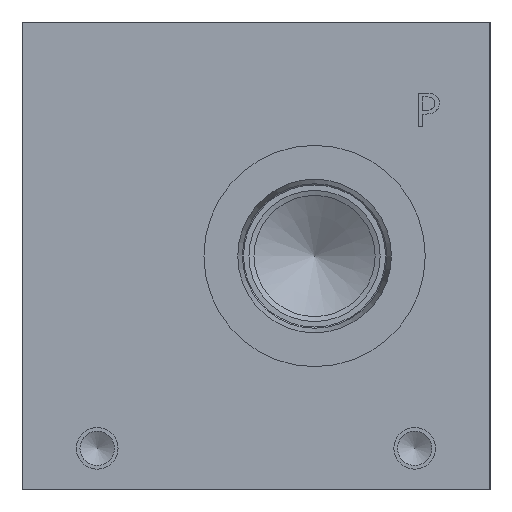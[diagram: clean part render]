
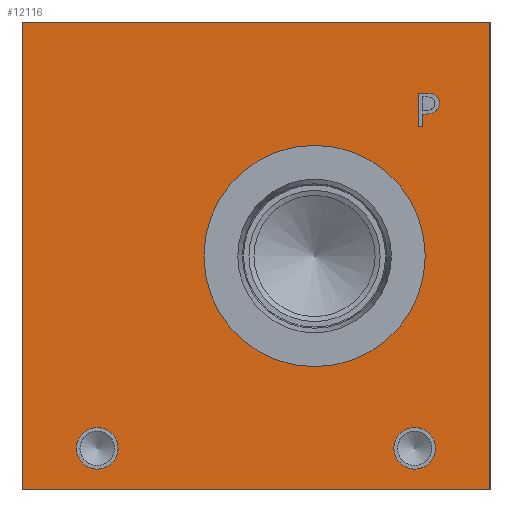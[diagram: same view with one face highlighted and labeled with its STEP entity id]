
A CAD part, left-side view. The second image highlights one B-rep face of the part: STEP entity #12116.
In plain terms, the highlighted planar face has unit normal (-1, 0, 0).
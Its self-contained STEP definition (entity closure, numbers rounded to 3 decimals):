
#152=CIRCLE('',#12646,21.019);
#153=CIRCLE('',#12647,21.019);
#154=CIRCLE('',#12648,3.962);
#155=CIRCLE('',#12649,3.962);
#156=CIRCLE('',#12650,3.962);
#157=CIRCLE('',#12651,3.962);
#458=FACE_BOUND('',#2079,.T.);
#459=FACE_BOUND('',#2080,.T.);
#460=FACE_BOUND('',#2081,.T.);
#461=FACE_BOUND('',#2082,.T.);
#801=B_SPLINE_CURVE_WITH_KNOTS('',2,(#19617,#19618,#19619,#19620),
 .UNSPECIFIED.,.F.,.F.,(3,1,3),(0.,1.,2.),.UNSPECIFIED.);
#803=B_SPLINE_CURVE_WITH_KNOTS('',2,(#19638,#19639,#19640,#19641),
 .UNSPECIFIED.,.F.,.F.,(3,1,3),(0.,1.,2.),.UNSPECIFIED.);
#805=B_SPLINE_CURVE_WITH_KNOTS('',2,(#19687,#19688,#19689,#19690),
 .UNSPECIFIED.,.F.,.F.,(3,1,3),(0.,1.,2.),.UNSPECIFIED.);
#807=B_SPLINE_CURVE_WITH_KNOTS('',2,(#19705,#19706,#19707,#19708),
 .UNSPECIFIED.,.F.,.F.,(3,1,3),(0.,1.,2.),.UNSPECIFIED.);
#1402=FACE_OUTER_BOUND('',#2078,.T.);
#2078=EDGE_LOOP('',(#9556,#9557,#9558,#9559));
#2079=EDGE_LOOP('',(#9560,#9561));
#2080=EDGE_LOOP('',(#9562,#9563));
#2081=EDGE_LOOP('',(#9564,#9565));
#2082=EDGE_LOOP('',(#9566,#9567,#9568,#9569,#9570,#9571,#9572,#9573,#9574));
#2739=LINE('',#18380,#3834);
#3172=LINE('',#19650,#4267);
#3175=LINE('',#19656,#4270);
#3178=LINE('',#19662,#4273);
#3181=LINE('',#19668,#4276);
#3184=LINE('',#19674,#4279);
#3188=LINE('',#19716,#4283);
#3189=LINE('',#19718,#4284);
#3190=LINE('',#19719,#4285);
#3834=VECTOR('',#13637,10.);
#4267=VECTOR('',#14372,10.);
#4270=VECTOR('',#14377,10.);
#4273=VECTOR('',#14382,10.);
#4276=VECTOR('',#14387,10.);
#4279=VECTOR('',#14392,10.);
#4283=VECTOR('',#14400,10.);
#4284=VECTOR('',#14401,10.);
#4285=VECTOR('',#14402,10.);
#4975=VERTEX_POINT('',#18373);
#4978=VERTEX_POINT('',#18378);
#5330=VERTEX_POINT('',#19615);
#5331=VERTEX_POINT('',#19616);
#5334=VERTEX_POINT('',#19637);
#5336=VERTEX_POINT('',#19649);
#5338=VERTEX_POINT('',#19655);
#5340=VERTEX_POINT('',#19661);
#5342=VERTEX_POINT('',#19667);
#5344=VERTEX_POINT('',#19673);
#5346=VERTEX_POINT('',#19686);
#5348=VERTEX_POINT('',#19715);
#5349=VERTEX_POINT('',#19717);
#5350=VERTEX_POINT('',#19720);
#5351=VERTEX_POINT('',#19721);
#5352=VERTEX_POINT('',#19724);
#5353=VERTEX_POINT('',#19725);
#5354=VERTEX_POINT('',#19728);
#5355=VERTEX_POINT('',#19729);
#6347=EDGE_CURVE('',#4975,#4978,#2739,.T.);
#6837=EDGE_CURVE('',#5330,#5331,#801,.T.);
#6841=EDGE_CURVE('',#5334,#5330,#803,.T.);
#6844=EDGE_CURVE('',#5336,#5334,#3172,.T.);
#6847=EDGE_CURVE('',#5338,#5336,#3175,.T.);
#6850=EDGE_CURVE('',#5340,#5338,#3178,.T.);
#6853=EDGE_CURVE('',#5342,#5340,#3181,.T.);
#6856=EDGE_CURVE('',#5344,#5342,#3184,.T.);
#6859=EDGE_CURVE('',#5346,#5344,#805,.T.);
#6862=EDGE_CURVE('',#5331,#5346,#807,.T.);
#6864=EDGE_CURVE('',#5348,#4975,#3188,.T.);
#6865=EDGE_CURVE('',#5349,#4978,#3189,.T.);
#6866=EDGE_CURVE('',#5348,#5349,#3190,.T.);
#6867=EDGE_CURVE('',#5350,#5351,#152,.T.);
#6868=EDGE_CURVE('',#5351,#5350,#153,.T.);
#6869=EDGE_CURVE('',#5352,#5353,#154,.T.);
#6870=EDGE_CURVE('',#5353,#5352,#155,.T.);
#6871=EDGE_CURVE('',#5354,#5355,#156,.T.);
#6872=EDGE_CURVE('',#5355,#5354,#157,.T.);
#9556=ORIENTED_EDGE('',*,*,#6864,.T.);
#9557=ORIENTED_EDGE('',*,*,#6347,.T.);
#9558=ORIENTED_EDGE('',*,*,#6865,.F.);
#9559=ORIENTED_EDGE('',*,*,#6866,.F.);
#9560=ORIENTED_EDGE('',*,*,#6867,.T.);
#9561=ORIENTED_EDGE('',*,*,#6868,.T.);
#9562=ORIENTED_EDGE('',*,*,#6869,.T.);
#9563=ORIENTED_EDGE('',*,*,#6870,.T.);
#9564=ORIENTED_EDGE('',*,*,#6871,.T.);
#9565=ORIENTED_EDGE('',*,*,#6872,.T.);
#9566=ORIENTED_EDGE('',*,*,#6837,.T.);
#9567=ORIENTED_EDGE('',*,*,#6862,.T.);
#9568=ORIENTED_EDGE('',*,*,#6859,.T.);
#9569=ORIENTED_EDGE('',*,*,#6856,.T.);
#9570=ORIENTED_EDGE('',*,*,#6853,.T.);
#9571=ORIENTED_EDGE('',*,*,#6850,.T.);
#9572=ORIENTED_EDGE('',*,*,#6847,.T.);
#9573=ORIENTED_EDGE('',*,*,#6844,.T.);
#9574=ORIENTED_EDGE('',*,*,#6841,.T.);
#11185=PLANE('',#12645);
#12116=ADVANCED_FACE('',(#1402,#458,#459,#460,#461),#11185,.T.);
#12645=AXIS2_PLACEMENT_3D('',#19714,#14398,#14399);
#12646=AXIS2_PLACEMENT_3D('',#19722,#14403,#14404);
#12647=AXIS2_PLACEMENT_3D('',#19723,#14405,#14406);
#12648=AXIS2_PLACEMENT_3D('',#19726,#14407,#14408);
#12649=AXIS2_PLACEMENT_3D('',#19727,#14409,#14410);
#12650=AXIS2_PLACEMENT_3D('',#19730,#14411,#14412);
#12651=AXIS2_PLACEMENT_3D('',#19731,#14413,#14414);
#13637=DIRECTION('',(0.,0.,1.));
#14372=DIRECTION('',(0.,-1.,0.));
#14377=DIRECTION('',(0.,0.,1.));
#14382=DIRECTION('',(0.,1.,0.));
#14387=DIRECTION('',(0.,0.,-1.));
#14392=DIRECTION('',(0.,1.,0.));
#14398=DIRECTION('center_axis',(-1.,0.,0.));
#14399=DIRECTION('ref_axis',(0.,-1.,0.));
#14400=DIRECTION('',(0.,-1.,0.));
#14401=DIRECTION('',(0.,-1.,0.));
#14402=DIRECTION('',(0.,0.,1.));
#14403=DIRECTION('center_axis',(1.,0.,0.));
#14404=DIRECTION('ref_axis',(0.,0.,1.));
#14405=DIRECTION('center_axis',(1.,0.,0.));
#14406=DIRECTION('ref_axis',(0.,0.,1.));
#14407=DIRECTION('center_axis',(1.,0.,0.));
#14408=DIRECTION('ref_axis',(0.,1.,0.));
#14409=DIRECTION('center_axis',(1.,0.,0.));
#14410=DIRECTION('ref_axis',(0.,1.,0.));
#14411=DIRECTION('center_axis',(1.,0.,0.));
#14412=DIRECTION('ref_axis',(0.,1.,0.));
#14413=DIRECTION('center_axis',(1.,0.,0.));
#14414=DIRECTION('ref_axis',(0.,1.,0.));
#18373=CARTESIAN_POINT('',(0.,0.,0.));
#18378=CARTESIAN_POINT('',(0.,0.,88.9));
#18380=CARTESIAN_POINT('',(0.,0.,0.));
#19615=CARTESIAN_POINT('',(0.,10.387,75.01));
#19616=CARTESIAN_POINT('',(0.,9.63,73.492));
#19617=CARTESIAN_POINT('Ctrl Pts',(0.,10.387,75.01));
#19618=CARTESIAN_POINT('Ctrl Pts',(0.,10.032,74.768));
#19619=CARTESIAN_POINT('Ctrl Pts',(0.,9.63,74.022));
#19620=CARTESIAN_POINT('Ctrl Pts',(0.,9.63,73.492));
#19637=CARTESIAN_POINT('',(0.,12.049,75.406));
#19638=CARTESIAN_POINT('Ctrl Pts',(0.,12.049,75.406));
#19639=CARTESIAN_POINT('Ctrl Pts',(0.,11.483,75.406));
#19640=CARTESIAN_POINT('Ctrl Pts',(0.,10.691,75.221));
#19641=CARTESIAN_POINT('Ctrl Pts',(0.,10.387,75.01));
#19649=CARTESIAN_POINT('',(0.,13.644,75.406));
#19650=CARTESIAN_POINT('',(0.,51.272,75.406));
#19655=CARTESIAN_POINT('',(0.,13.644,69.056));
#19656=CARTESIAN_POINT('',(0.,13.644,34.528));
#19661=CARTESIAN_POINT('',(0.,12.8,69.056));
#19662=CARTESIAN_POINT('',(0.,50.85,69.056));
#19667=CARTESIAN_POINT('',(0.,12.8,71.423));
#19668=CARTESIAN_POINT('',(0.,12.8,35.712));
#19673=CARTESIAN_POINT('',(0.,12.085,71.423));
#19674=CARTESIAN_POINT('',(0.,50.493,71.423));
#19686=CARTESIAN_POINT('',(0.,10.186,72.082));
#19687=CARTESIAN_POINT('Ctrl Pts',(0.,10.186,72.082));
#19688=CARTESIAN_POINT('Ctrl Pts',(0.,10.516,71.758));
#19689=CARTESIAN_POINT('Ctrl Pts',(0.,11.406,71.423));
#19690=CARTESIAN_POINT('Ctrl Pts',(0.,12.085,71.423));
#19705=CARTESIAN_POINT('Ctrl Pts',(0.,9.63,73.492));
#19706=CARTESIAN_POINT('Ctrl Pts',(0.,9.63,73.08));
#19707=CARTESIAN_POINT('Ctrl Pts',(0.,9.924,72.339));
#19708=CARTESIAN_POINT('Ctrl Pts',(0.,10.186,72.082));
#19714=CARTESIAN_POINT('Origin',(0.,88.9,0.));
#19715=CARTESIAN_POINT('',(0.,88.9,0.));
#19716=CARTESIAN_POINT('',(0.,88.9,0.));
#19717=CARTESIAN_POINT('',(0.,88.9,88.9));
#19718=CARTESIAN_POINT('',(0.,88.9,88.9));
#19719=CARTESIAN_POINT('',(0.,88.9,0.));
#19720=CARTESIAN_POINT('',(0.,33.325,65.469));
#19721=CARTESIAN_POINT('',(0.,33.325,23.432));
#19722=CARTESIAN_POINT('Origin',(0.,33.325,44.45));
#19723=CARTESIAN_POINT('Origin',(0.,33.325,44.45));
#19724=CARTESIAN_POINT('',(0.,78.588,7.925));
#19725=CARTESIAN_POINT('',(0.,70.663,7.925));
#19726=CARTESIAN_POINT('Origin',(0.,74.625,7.925));
#19727=CARTESIAN_POINT('Origin',(0.,74.625,7.925));
#19728=CARTESIAN_POINT('',(0.,18.263,7.925));
#19729=CARTESIAN_POINT('',(0.,10.338,7.925));
#19730=CARTESIAN_POINT('Origin',(0.,14.3,7.925));
#19731=CARTESIAN_POINT('Origin',(0.,14.3,7.925));
